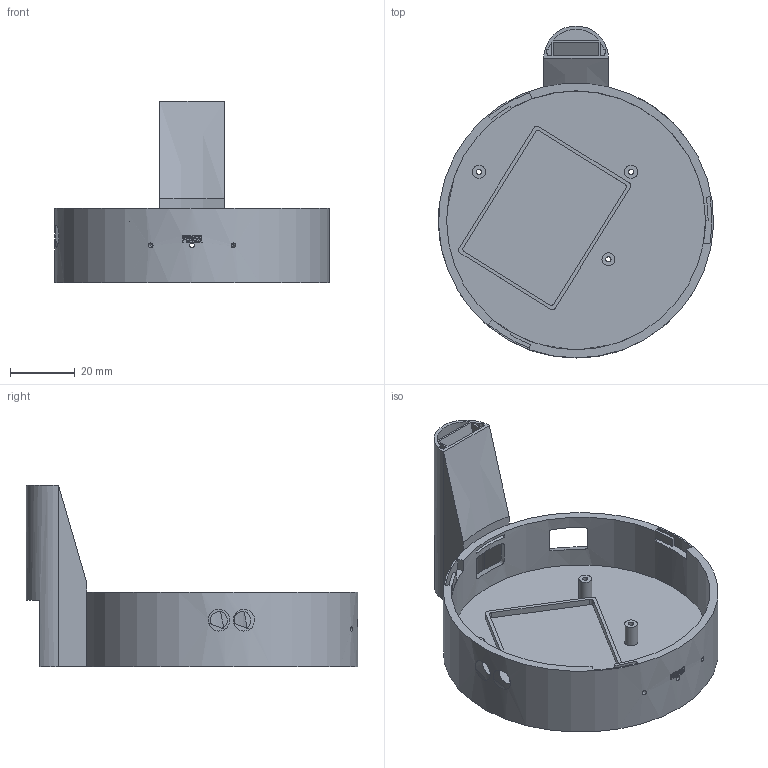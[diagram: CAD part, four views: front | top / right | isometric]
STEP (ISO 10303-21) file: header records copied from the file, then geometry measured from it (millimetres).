
FILE_DESCRIPTION(/* description */ (''),/* implementation_level */ '2;1');
FILE_NAME(/* name */ '',/* time_stamp */ '2024-08-06T20:01:25+08:00',/* author */ (''),/* organization */ (''),/* preprocessor_version */ 'ST-DEVELOPER v20',/* originating_system */ 'Autodesk Translation Framework v13.14.0.145',/* authorisation */ '');
FILE_SCHEMA (('AUTOMOTIVE_DESIGN { 1 0 10303 214 3 1 1 }'));
Length unit declared in the file: millimetre
Products named in the file (1): 3D_Board_Main_2024-08-05
Bounding box: 84.98 x 102.5 x 56 mm (x, y, z)
Volume: 38937.3 mm3; surface area: 28985.9 mm2
Topology: 1 solids, 1 shells, 182 faces, 486 edges, 323 vertices
Faces by surface type: plane 117, cylinder 41, bspline 22, cone 2
Full cylindrical faces by diameter (mm): 1.5 x3, 1.623 x3, 4 x3, 80 x2
Entity records: 7949 total; most frequent: CARTESIAN_POINT 3385, ORIENTED_EDGE 972, DIRECTION 868, EDGE_CURVE 486, VERTEX_POINT 323, LINE 304, VECTOR 304, AXIS2_PLACEMENT_3D 282
